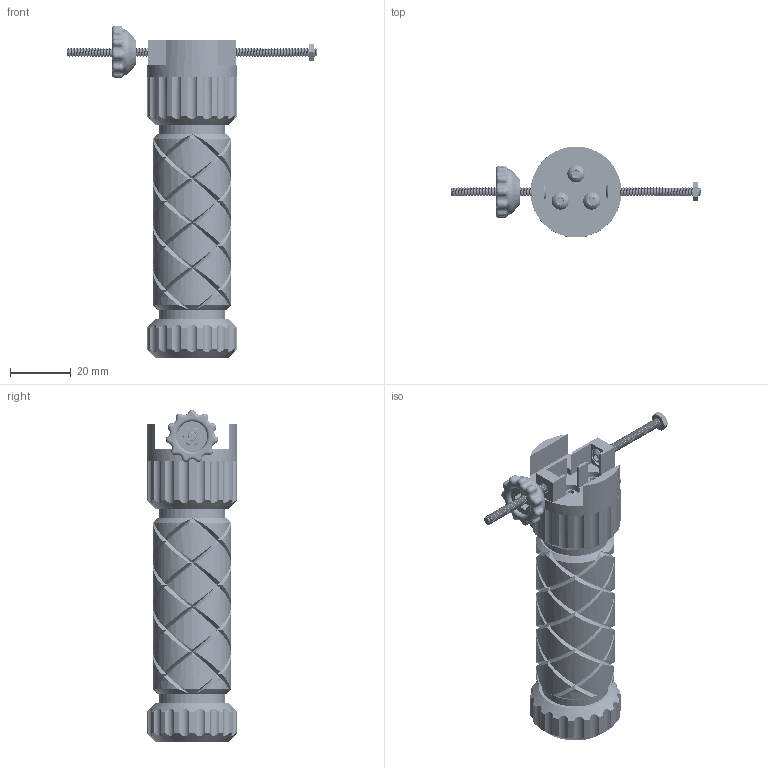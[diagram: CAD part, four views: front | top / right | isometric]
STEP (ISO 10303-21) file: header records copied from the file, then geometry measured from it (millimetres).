
FILE_DESCRIPTION(/* description */ (''),/* implementation_level */ '2;1');
FILE_NAME(/* name */ 'Handle V2 rev2.step',/* time_stamp */ '2021-08-27T22:35:47+01:00',/* author */ (''),/* organization */ (''),/* preprocessor_version */ 'ST-DEVELOPER v18.1',/* originating_system */ 'Autodesk Translation Framework v10.10.0.1391',/* authorisation */ '');
FILE_SCHEMA (('AUTOMOTIVE_DESIGN { 1 0 10303 214 3 1 1 }'));
Products named in the file (8): Handle V1; Handle; Interface; ClampGuide; Knob; M3x30mm ButtonHead Hexscrew; M3x15mm ButtonHead Hexscrew; M3 A2 Hexnut
Assembly tree (16 placements, depth 2):
  Handle V1
    Handle
    Interface
    ClampGuide
    Knob
    M3x30mm ButtonHead Hexscrew  x2
    M3x15mm ButtonHead Hexscrew  x3
    M3 A2 Hexnut  x7
Bounding box: 82.86 x 30 x 109.75 mm (x, y, z)
Volume: 46513.2 mm3; surface area: 22206.2 mm2
Topology: 16 solids, 16 shells, 1237 faces, 3261 edges, 2087 vertices
Faces by surface type: cylinder 680, plane 200, cone 160, bspline 147, torus 45, sphere 5
Full cylindrical faces by diameter (mm): 2.35 x200, 3 x221, 3.5 x12, 5.7 x5, 6.3 x3, 10 x1, 16 x1, 22 x2, 30 x1
Entity records: 45610 total; most frequent: CARTESIAN_POINT 28442, ORIENTED_EDGE 3952, DIRECTION 2962, EDGE_CURVE 1976, VERTEX_POINT 1267, AXIS2_PLACEMENT_3D 1185, B_SPLINE_CURVE_WITH_KNOTS 807, EDGE_LOOP 791
